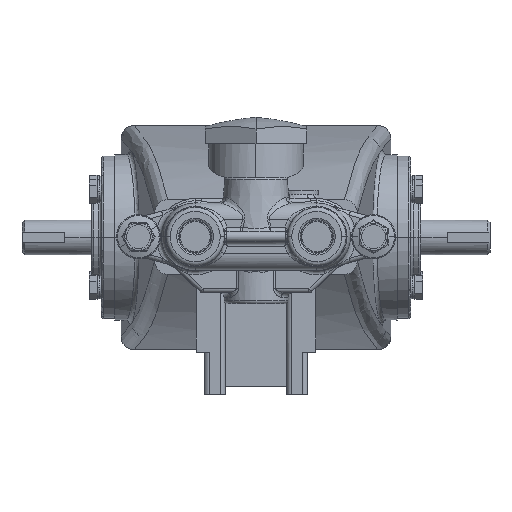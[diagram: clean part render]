
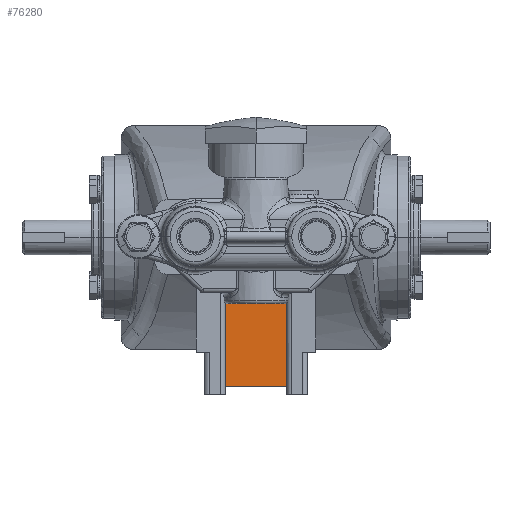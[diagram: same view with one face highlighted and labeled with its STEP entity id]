
A CAD part, top view. The second image highlights one B-rep face of the part: STEP entity #76280.
In plain terms, the highlighted planar face has unit normal (0, 0, 1).
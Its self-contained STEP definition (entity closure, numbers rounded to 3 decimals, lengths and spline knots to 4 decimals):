
#75042 = VERTEX_POINT ( 'NONE', #114015 ) ;
#75046 = EDGE_CURVE ( 'NONE', #75042, #75048, #114014, .T. ) ;
#75048 = VERTEX_POINT ( 'NONE', #114006 ) ;
#75583 = VERTEX_POINT ( 'NONE', #121518 ) ;
#75585 = EDGE_CURVE ( 'NONE', #75583, #75042, #121517, .T. ) ;
#75645 = EDGE_CURVE ( 'NONE', #75647, #75048, #121593, .T. ) ;
#75647 = VERTEX_POINT ( 'NONE', #121589 ) ;
#76280 = ADVANCED_FACE ( 'NONE', ( #122066 ), #122064, .T. ) ;
#76284 = EDGE_LOOP ( 'NONE', ( #76286, #76288, #76408, #76411 ) ) ;
#76286 = ORIENTED_EDGE ( 'NONE', *, *, #75046, .F. ) ;
#76288 = ORIENTED_EDGE ( 'NONE', *, *, #75585, .F. ) ;
#76408 = ORIENTED_EDGE ( 'NONE', *, *, #76409, .T. ) ;
#76409 = EDGE_CURVE ( 'NONE', #75583, #75647, #122193, .T. ) ;
#76411 = ORIENTED_EDGE ( 'NONE', *, *, #75645, .T. ) ;
#114006 = CARTESIAN_POINT ( 'NONE',  ( 0.575, -0.9993, 3.585 ) ) ;
#114007 = DIRECTION ( 'NONE',  ( 1., 0., 0. ) ) ;
#114008 = VECTOR ( 'NONE', #114007, 39.3701 ) ;
#114009 = CARTESIAN_POINT ( 'NONE',  ( 1.9, -0.9993, 3.585 ) ) ;
#114014 = LINE ( 'NONE', #114009, #114008 ) ;
#114015 = CARTESIAN_POINT ( 'NONE',  ( -0.575, -0.9993, 3.585 ) ) ;
#121514 = DIRECTION ( 'NONE',  ( 0., 1., 0. ) ) ;
#121515 = VECTOR ( 'NONE', #121514, 39.3701 ) ;
#121516 = CARTESIAN_POINT ( 'NONE',  ( -0.575, -2.8, 3.585 ) ) ;
#121517 = LINE ( 'NONE', #121516, #121515 ) ;
#121518 = CARTESIAN_POINT ( 'NONE',  ( -0.575, -2.8, 3.585 ) ) ;
#121589 = CARTESIAN_POINT ( 'NONE',  ( 0.575, -2.8, 3.585 ) ) ;
#121590 = DIRECTION ( 'NONE',  ( 0., 1., 0. ) ) ;
#121591 = VECTOR ( 'NONE', #121590, 39.3701 ) ;
#121592 = CARTESIAN_POINT ( 'NONE',  ( 0.575, -2.8, 3.585 ) ) ;
#121593 = LINE ( 'NONE', #121592, #121591 ) ;
#122061 = DIRECTION ( 'NONE',  ( 0., 0., 1. ) ) ;
#122062 = CARTESIAN_POINT ( 'NONE',  ( 0.575, -2.8, 3.585 ) ) ;
#122063 = AXIS2_PLACEMENT_3D ( 'NONE', #122062, #122061, #122129 ) ;
#122064 = PLANE ( 'NONE',  #122063 ) ;
#122066 = FACE_OUTER_BOUND ( 'NONE', #76284, .T. ) ;
#122129 = DIRECTION ( 'NONE',  ( 1., 0., 0. ) ) ;
#122190 = DIRECTION ( 'NONE',  ( 1., 0., 0. ) ) ;
#122191 = VECTOR ( 'NONE', #122190, 39.3701 ) ;
#122192 = CARTESIAN_POINT ( 'NONE',  ( 0.575, -2.8, 3.585 ) ) ;
#122193 = LINE ( 'NONE', #122192, #122191 ) ;
